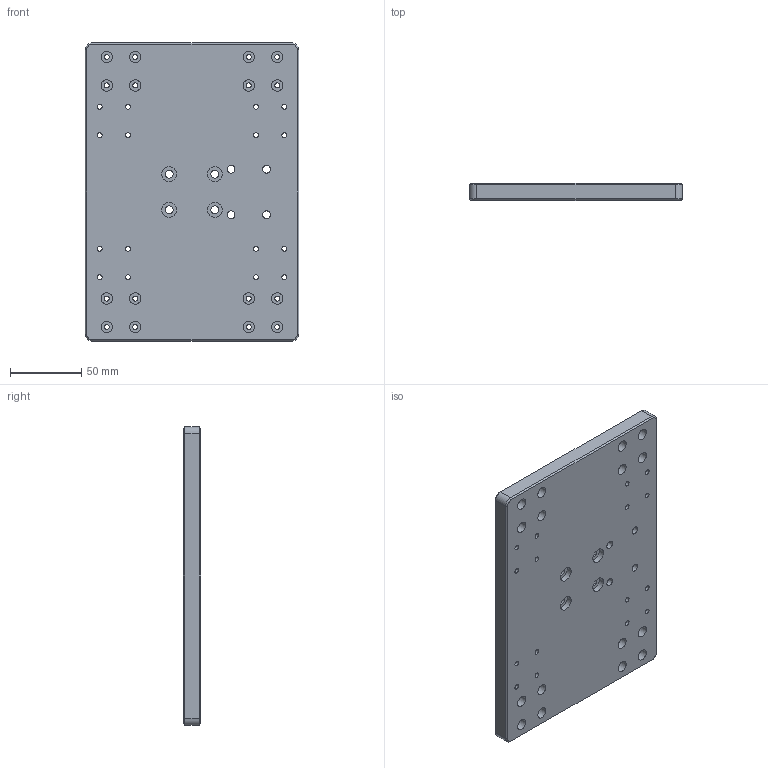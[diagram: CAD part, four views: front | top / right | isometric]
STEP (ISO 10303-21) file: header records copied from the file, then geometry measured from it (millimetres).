
FILE_DESCRIPTION(/* description */ (''),/* implementation_level */ '2;1');
FILE_NAME(/* name */ 'XY Joinging Plate.step',/* time_stamp */ '2023-01-03T22:53:09-05:00',/* author */ (''),/* organization */ (''),/* preprocessor_version */ 'ST-DEVELOPER v19.2',/* originating_system */ 'Autodesk Translation Framework v11.17.0.187',/* authorisation */ '');
FILE_SCHEMA (('AUTOMOTIVE_DESIGN { 1 0 10303 214 3 1 1 }'));
Length unit declared in the file: millimetre
Products named in the file (1): XY PLATE C-BEAM
Bounding box: 150 x 12 x 210 mm (x, y, z)
Volume: 360071.7 mm3; surface area: 79187.4 mm2
Topology: 1 solids, 1 shells, 146 faces, 296 edges, 192 vertices
Faces by surface type: cylinder 84, plane 54, cone 8
Full cylindrical faces by diameter (mm): 3.5 x32, 5.5 x8, 8 x32, 10 x4, 10.5 x4
Entity records: 4084 total; most frequent: DIRECTION 766, CARTESIAN_POINT 635, ORIENTED_EDGE 592, AXIS2_PLACEMENT_3D 323, EDGE_CURVE 296, EDGE_LOOP 266, VERTEX_POINT 192, CIRCLE 176
